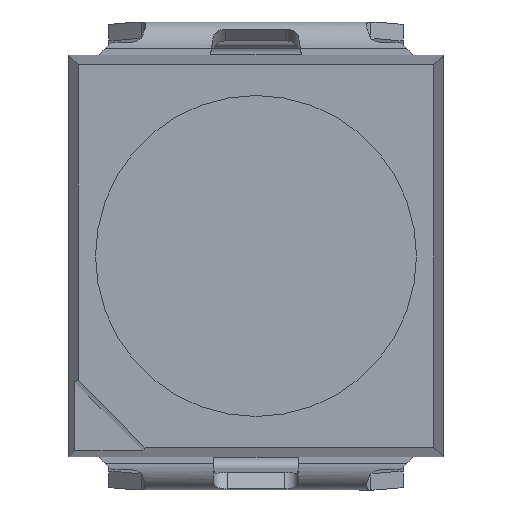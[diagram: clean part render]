
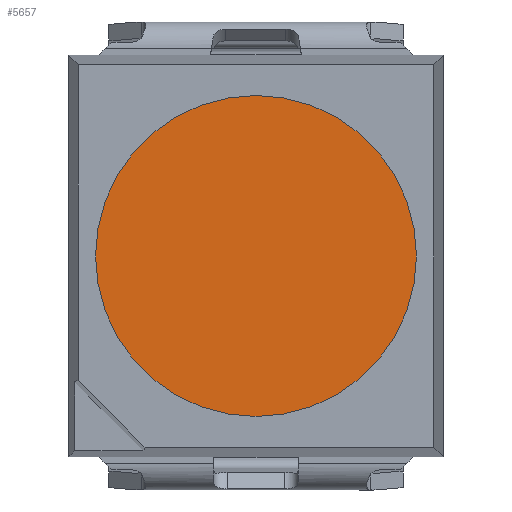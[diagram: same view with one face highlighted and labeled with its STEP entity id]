
A CAD part, front view. The second image highlights one B-rep face of the part: STEP entity #5657.
In plain terms, the highlighted planar face has unit normal (0, -1, 0).
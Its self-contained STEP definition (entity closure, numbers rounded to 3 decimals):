
#5615=CARTESIAN_POINT('',(-1.2,-0.4,0.0));
#5616=VERTEX_POINT('',#5615);
#5624=CARTESIAN_POINT('',(1.2,-0.4,0.));
#5625=VERTEX_POINT('',#5624);
#5632=CARTESIAN_POINT('',(0.0,-0.4,0.0));
#5633=DIRECTION('',(0.0,1.0,0.0));
#5634=DIRECTION('',(-1.0,0.0,0.0));
#5635=AXIS2_PLACEMENT_3D('',#5632,#5633,#5634);
#5636=CIRCLE('',#5635,1.2);
#5637=EDGE_CURVE('',#5625,#5616,#5636,.T.);
#5642=CARTESIAN_POINT('',(-0.6,-0.4,0.0));
#5643=DIRECTION('',(0.0,-1.0,0.0));
#5644=DIRECTION('',(0.0,0.0,-1.0));
#5645=AXIS2_PLACEMENT_3D('',#5642,#5643,#5644);
#5646=PLANE('',#5645);
#5647=CARTESIAN_POINT('',(0.0,-0.4,0.0));
#5648=DIRECTION('',(0.0,1.0,0.0));
#5649=DIRECTION('',(-1.0,0.0,0.0));
#5650=AXIS2_PLACEMENT_3D('',#5647,#5648,#5649);
#5651=CIRCLE('',#5650,1.2);
#5652=EDGE_CURVE('',#5616,#5625,#5651,.T.);
#5653=ORIENTED_EDGE('',*,*,#5652,.F.);
#5654=ORIENTED_EDGE('',*,*,#5637,.F.);
#5655=EDGE_LOOP('',(#5653,#5654));
#5656=FACE_OUTER_BOUND('',#5655,.T.);
#5657=ADVANCED_FACE('',(#5656),#5646,.T.);
